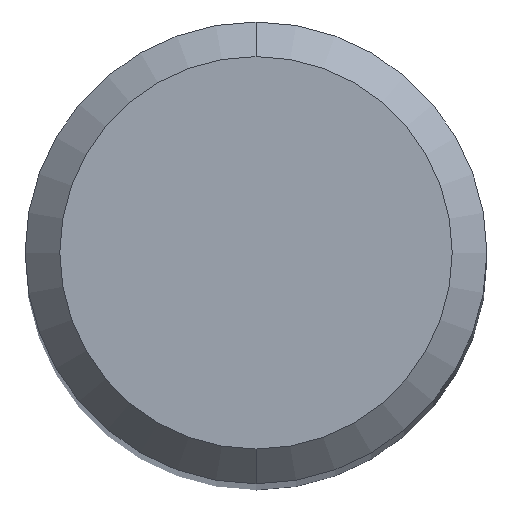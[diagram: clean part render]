
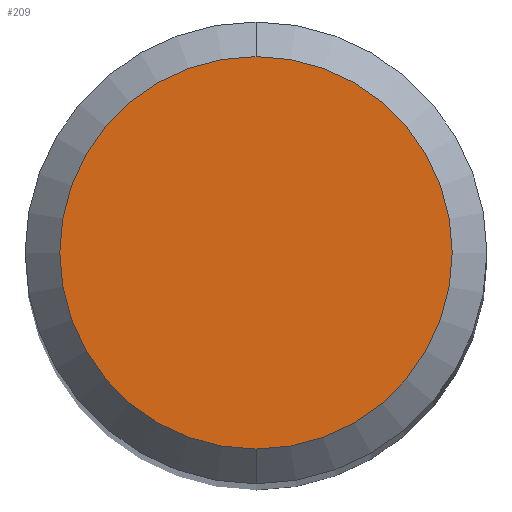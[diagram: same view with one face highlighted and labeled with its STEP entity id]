
A CAD part, top view. The second image highlights one B-rep face of the part: STEP entity #209.
In plain terms, the highlighted planar face has unit normal (0, 0, 1).
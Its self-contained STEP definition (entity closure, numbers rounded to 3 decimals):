
#209=ADVANCED_FACE('',(#569),#570,.T.);
#421=VERTEX_POINT('',#809);
#429=EDGE_CURVE('',#451,#421,#818,.T.);
#451=VERTEX_POINT('',#842);
#499=EDGE_CURVE('',#421,#451,#894,.T.);
#569=FACE_OUTER_BOUND('',#960,.T.);
#570=PLANE('',#961);
#809=CARTESIAN_POINT('',(0.,-1.7,0.));
#818=CIRCLE('',#1477,1.7);
#842=CARTESIAN_POINT('',(0.0,1.7,0.));
#894=CIRCLE('',#1593,1.7);
#960=EDGE_LOOP('',(#1669,#1670));
#961=AXIS2_PLACEMENT_3D('',#1671,#1672,#1673);
#1477=AXIS2_PLACEMENT_3D('',#1963,#1964,#1965);
#1593=AXIS2_PLACEMENT_3D('',#2053,#2054,#2055);
#1669=ORIENTED_EDGE('',*,*,#429,.F.);
#1670=ORIENTED_EDGE('',*,*,#499,.F.);
#1671=CARTESIAN_POINT('',(0.0,0.85,0.));
#1672=DIRECTION('',(-0.0,0.0,1.0));
#1673=DIRECTION('',(0.0,-1.0,0.0));
#1963=CARTESIAN_POINT('',(0.0,0.0,0.));
#1964=DIRECTION('',(0.0,0.0,-1.0));
#1965=DIRECTION('',(0.0,1.0,0.0));
#2053=CARTESIAN_POINT('',(0.0,0.0,0.));
#2054=DIRECTION('',(0.0,0.0,-1.0));
#2055=DIRECTION('',(0.0,1.0,0.0));
